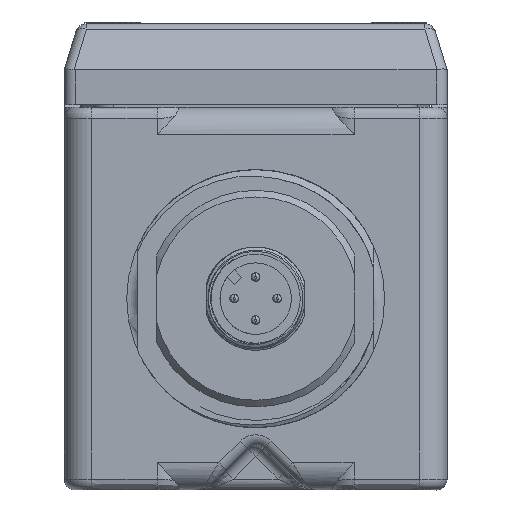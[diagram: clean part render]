
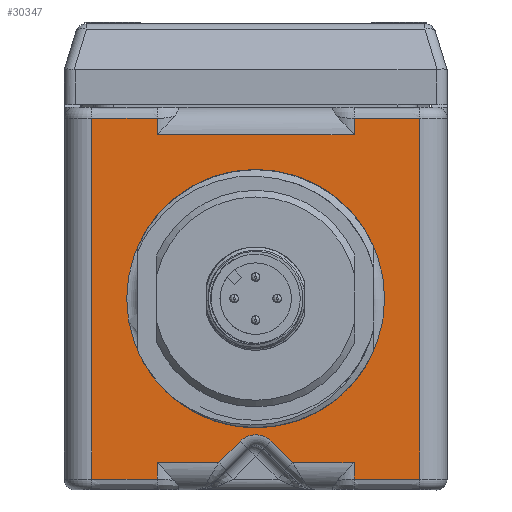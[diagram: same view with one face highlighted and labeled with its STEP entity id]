
A CAD part, front view. The second image highlights one B-rep face of the part: STEP entity #30347.
In plain terms, the highlighted planar face has unit normal (0, -1, 0).
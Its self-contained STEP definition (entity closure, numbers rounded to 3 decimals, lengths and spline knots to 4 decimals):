
#1946=DIRECTION('',(-1.,0.,0.));
#1947=VECTOR('',#1946,0.9);
#1948=CARTESIAN_POINT('',(0.45,-2.3402,0.7498));
#1949=LINE('',#1948,#1947);
#2350=CARTESIAN_POINT('',(-0.7498,-2.3402,0.825));
#2351=CARTESIAN_POINT('',(-0.7292,-2.3402,
0.825));
#2352=CARTESIAN_POINT('',(-0.6893,-2.3402,
0.825));
#2353=CARTESIAN_POINT('',(-0.6338,-2.3402,
0.825));
#2354=CARTESIAN_POINT('',(-0.5822,-2.3402,
0.825));
#2355=CARTESIAN_POINT('',(-0.5344,-2.3402,
0.825));
#2356=CARTESIAN_POINT('',(-0.4901,-2.3402,
0.825));
#2357=CARTESIAN_POINT('',(-0.463,-2.3402,
0.8249));
#2358=CARTESIAN_POINT('',(-0.45,-2.3402,
0.825));
#2360=DIRECTION('',(0.,0.,-1.));
#2361=VECTOR('',#2360,0.0752);
#2362=CARTESIAN_POINT('',(-0.45,-2.3402,
0.825));
#2363=LINE('',#2362,#2361);
#2364=DIRECTION('',(0.,0.,-1.));
#2365=VECTOR('',#2364,0.0752);
#2366=CARTESIAN_POINT('',(0.45,-2.3402,
0.825));
#2367=LINE('',#2366,#2365);
#2368=CARTESIAN_POINT('',(0.45,-2.3402,
0.825));
#2369=CARTESIAN_POINT('',(0.4629,-2.3402,
0.8249));
#2370=CARTESIAN_POINT('',(0.4901,-2.3402,
0.825));
#2371=CARTESIAN_POINT('',(0.5344,-2.3402,
0.825));
#2372=CARTESIAN_POINT('',(0.5823,-2.3402,
0.825));
#2373=CARTESIAN_POINT('',(0.6339,-2.3402,
0.825));
#2374=CARTESIAN_POINT('',(0.6893,-2.3402,
0.825));
#2375=CARTESIAN_POINT('',(0.7292,-2.3402,
0.825));
#2376=CARTESIAN_POINT('',(0.7498,-2.3402,0.825));
#2378=CARTESIAN_POINT('',(0.7498,-2.3402,-0.825));
#2379=CARTESIAN_POINT('',(0.7292,-2.3402,
-0.825));
#2380=CARTESIAN_POINT('',(0.6893,-2.3402,
-0.825));
#2381=CARTESIAN_POINT('',(0.6339,-2.3402,
-0.825));
#2382=CARTESIAN_POINT('',(0.5823,-2.3402,
-0.825));
#2383=CARTESIAN_POINT('',(0.5344,-2.3402,
-0.825));
#2384=CARTESIAN_POINT('',(0.4901,-2.3402,
-0.825));
#2385=CARTESIAN_POINT('',(0.4629,-2.3402,
-0.8249));
#2386=CARTESIAN_POINT('',(0.45,-2.3402,
-0.825));
#2388=DIRECTION('',(0.,0.,-1.));
#2389=VECTOR('',#2388,0.0752);
#2390=CARTESIAN_POINT('',(0.45,-2.3402,-0.7498));
#2391=LINE('',#2390,#2389);
#2392=DIRECTION('',(0.,0.,-1.));
#2393=VECTOR('',#2392,0.0752);
#2394=CARTESIAN_POINT('',(-0.45,-2.3402,-0.7498));
#2395=LINE('',#2394,#2393);
#2396=CARTESIAN_POINT('',(-0.45,-2.3402,
-0.825));
#2397=CARTESIAN_POINT('',(-0.463,-2.3402,
-0.8249));
#2398=CARTESIAN_POINT('',(-0.4901,-2.3402,
-0.825));
#2399=CARTESIAN_POINT('',(-0.5344,-2.3402,
-0.825));
#2400=CARTESIAN_POINT('',(-0.5823,-2.3402,
-0.825));
#2401=CARTESIAN_POINT('',(-0.6339,-2.3402,
-0.825));
#2402=CARTESIAN_POINT('',(-0.6893,-2.3402,
-0.825));
#2403=CARTESIAN_POINT('',(-0.7292,-2.3402,
-0.825));
#2404=CARTESIAN_POINT('',(-0.7498,-2.3402,-0.825));
#2406=DIRECTION('',(0.,0.,1.));
#2407=VECTOR('',#2406,1.65);
#2408=CARTESIAN_POINT('',(-0.7498,-2.3402,-0.825));
#2409=LINE('',#2408,#2407);
#2410=CARTESIAN_POINT('',(0.,-2.3402,0.));
#2411=DIRECTION('',(0.,-1.,0.));
#2412=DIRECTION('',(0.,0.,-1.));
#2413=AXIS2_PLACEMENT_3D('',#2410,#2411,#2412);
#2415=CARTESIAN_POINT('',(0.,-2.3402,0.));
#2416=DIRECTION('',(0.,-1.,0.));
#2417=DIRECTION('',(0.,0.,1.));
#2418=AXIS2_PLACEMENT_3D('',#2415,#2416,#2417);
#2445=CARTESIAN_POINT('',(0.45,-2.3402,0.7498));
#2480=DIRECTION('',(0.,0.,1.));
#2481=VECTOR('',#2480,1.65);
#2482=CARTESIAN_POINT('',(0.7498,-2.3402,-0.825));
#2483=LINE('',#2482,#2481);
#2523=DIRECTION('',(1.,0.,0.));
#2524=VECTOR('',#2523,0.2812);
#2525=CARTESIAN_POINT('',(0.1688,-2.3402,
-0.7498));
#2526=LINE('',#2525,#2524);
#2696=DIRECTION('',(1.,0.,0.));
#2697=VECTOR('',#2696,0.2812);
#2698=CARTESIAN_POINT('',(-0.45,-2.3402,-0.7498));
#2699=LINE('',#2698,#2697);
#2725=CARTESIAN_POINT('',(-0.45,-2.3402,-0.7498));
#2777=CARTESIAN_POINT('',(-0.1688,-2.3402,
-0.7498));
#2846=CARTESIAN_POINT('',(0.,-2.3402,-0.7224));
#2847=DIRECTION('',(0.,1.,0.));
#2848=DIRECTION('',(-0.707,0.,0.707));
#2849=AXIS2_PLACEMENT_3D('',#2846,#2847,#2848);
#2851=DIRECTION('',(0.707,0.,0.707));
#2852=VECTOR('',#2851,0.1388);
#2853=CARTESIAN_POINT('',(-0.1688,-2.3402,
-0.7498));
#2854=LINE('',#2853,#2852);
#2864=DIRECTION('',(-0.707,0.,0.707));
#2865=VECTOR('',#2864,0.1388);
#2866=CARTESIAN_POINT('',(0.1688,-2.3402,
-0.7498));
#2867=LINE('',#2866,#2865);
#24006=CARTESIAN_POINT('',(0.,-2.3402,-0.59));
#24007=CARTESIAN_POINT('',(0.,-2.3402,0.59));
#24008=VERTEX_POINT('',#24006);
#24009=VERTEX_POINT('',#24007);
#24142=VERTEX_POINT('',#2777);
#24143=CARTESIAN_POINT('',(-0.0707,-2.3402,
-0.6517));
#24144=VERTEX_POINT('',#24143);
#24149=CARTESIAN_POINT('',(0.0707,-2.3402,
-0.6517));
#24150=VERTEX_POINT('',#24149);
#24151=CARTESIAN_POINT('',(0.1688,-2.3402,
-0.7498));
#24152=VERTEX_POINT('',#24151);
#24455=CARTESIAN_POINT('',(0.7498,-2.3402,0.825));
#24456=VERTEX_POINT('',#24455);
#24459=VERTEX_POINT('',#2350);
#24460=VERTEX_POINT('',#2358);
#24462=VERTEX_POINT('',#2368);
#24475=CARTESIAN_POINT('',(-0.7498,-2.3402,-0.825));
#24476=VERTEX_POINT('',#24475);
#24479=VERTEX_POINT('',#2378);
#24480=VERTEX_POINT('',#2386);
#24482=VERTEX_POINT('',#2396);
#24489=CARTESIAN_POINT('',(-0.45,-2.3402,0.7498));
#24490=VERTEX_POINT('',#24489);
#24493=VERTEX_POINT('',#2445);
#24499=VERTEX_POINT('',#2725);
#24923=CARTESIAN_POINT('',(0.45,-2.3402,-0.7498));
#24924=VERTEX_POINT('',#24923);
#30306=CARTESIAN_POINT('',(0.,-2.3402,0.));
#30307=DIRECTION('',(0.,1.,0.));
#30308=DIRECTION('',(1.,0.,0.));
#30309=AXIS2_PLACEMENT_3D('',#30306,#30307,#30308);
#30310=PLANE('',#30309);
#30311=ORIENTED_EDGE('',*,*,#29430,.T.);
#30313=ORIENTED_EDGE('',*,*,#30312,.T.);
#30314=ORIENTED_EDGE('',*,*,#29564,.F.);
#30316=ORIENTED_EDGE('',*,*,#30315,.F.);
#30317=ORIENTED_EDGE('',*,*,#29742,.T.);
#30319=ORIENTED_EDGE('',*,*,#30318,.F.);
#30321=ORIENTED_EDGE('',*,*,#30320,.T.);
#30323=ORIENTED_EDGE('',*,*,#30322,.F.);
#30325=ORIENTED_EDGE('',*,*,#30324,.F.);
#30327=ORIENTED_EDGE('',*,*,#30326,.T.);
#30329=ORIENTED_EDGE('',*,*,#30328,.F.);
#30331=ORIENTED_EDGE('',*,*,#30330,.F.);
#30333=ORIENTED_EDGE('',*,*,#30332,.F.);
#30335=ORIENTED_EDGE('',*,*,#30334,.T.);
#30337=ORIENTED_EDGE('',*,*,#30336,.T.);
#30338=ORIENTED_EDGE('',*,*,#30299,.T.);
#30339=EDGE_LOOP('',(#30311,#30313,#30314,#30316,#30317,#30319,#30321,#30323,
#30325,#30327,#30329,#30331,#30333,#30335,#30337,#30338));
#30340=FACE_OUTER_BOUND('',#30339,.F.);
#30342=ORIENTED_EDGE('',*,*,#30341,.T.);
#30344=ORIENTED_EDGE('',*,*,#30343,.T.);
#30345=EDGE_LOOP('',(#30342,#30344));
#30346=FACE_BOUND('',#30345,.F.);
#30347=ADVANCED_FACE('',(#30340,#30346),#30310,.F.);
#2359=B_SPLINE_CURVE_WITH_KNOTS('',3,(#2350,#2351,#2352,#2353,#2354,#2355,#2356,
#2357,#2358),.UNSPECIFIED.,.F.,.F.,(4,1,1,1,1,1,4),(0.,0.1667,
0.3333,0.5,0.6667,0.8333,1.),
.UNSPECIFIED.);
#2377=B_SPLINE_CURVE_WITH_KNOTS('',3,(#2368,#2369,#2370,#2371,#2372,#2373,#2374,
#2375,#2376),.UNSPECIFIED.,.F.,.F.,(4,1,1,1,1,1,4),(0.,0.1667,
0.3333,0.5,0.6667,0.8333,1.),
.UNSPECIFIED.);
#2387=B_SPLINE_CURVE_WITH_KNOTS('',3,(#2378,#2379,#2380,#2381,#2382,#2383,#2384,
#2385,#2386),.UNSPECIFIED.,.F.,.F.,(4,1,1,1,1,1,4),(0.,0.1667,
0.3333,0.5,0.6667,0.8333,1.),
.UNSPECIFIED.);
#2405=B_SPLINE_CURVE_WITH_KNOTS('',3,(#2396,#2397,#2398,#2399,#2400,#2401,#2402,
#2403,#2404),.UNSPECIFIED.,.F.,.F.,(4,1,1,1,1,1,4),(0.,0.1667,
0.3333,0.5,0.6667,0.8333,1.),
.UNSPECIFIED.);
#2414=CIRCLE('',#2413,0.59);
#2419=CIRCLE('',#2418,0.59);
#2850=CIRCLE('',#2849,0.1);
#29430=EDGE_CURVE('',#24459,#24460,#2359,.T.);
#29564=EDGE_CURVE('',#24493,#24490,#1949,.T.);
#29742=EDGE_CURVE('',#24462,#24456,#2377,.T.);
#30299=EDGE_CURVE('',#24476,#24459,#2409,.T.);
#30312=EDGE_CURVE('',#24460,#24490,#2363,.T.);
#30315=EDGE_CURVE('',#24462,#24493,#2367,.T.);
#30318=EDGE_CURVE('',#24479,#24456,#2483,.T.);
#30320=EDGE_CURVE('',#24479,#24480,#2387,.T.);
#30322=EDGE_CURVE('',#24924,#24480,#2391,.T.);
#30324=EDGE_CURVE('',#24152,#24924,#2526,.T.);
#30326=EDGE_CURVE('',#24152,#24150,#2867,.T.);
#30328=EDGE_CURVE('',#24144,#24150,#2850,.T.);
#30330=EDGE_CURVE('',#24142,#24144,#2854,.T.);
#30332=EDGE_CURVE('',#24499,#24142,#2699,.T.);
#30334=EDGE_CURVE('',#24499,#24482,#2395,.T.);
#30336=EDGE_CURVE('',#24482,#24476,#2405,.T.);
#30341=EDGE_CURVE('',#24008,#24009,#2414,.T.);
#30343=EDGE_CURVE('',#24009,#24008,#2419,.T.);
